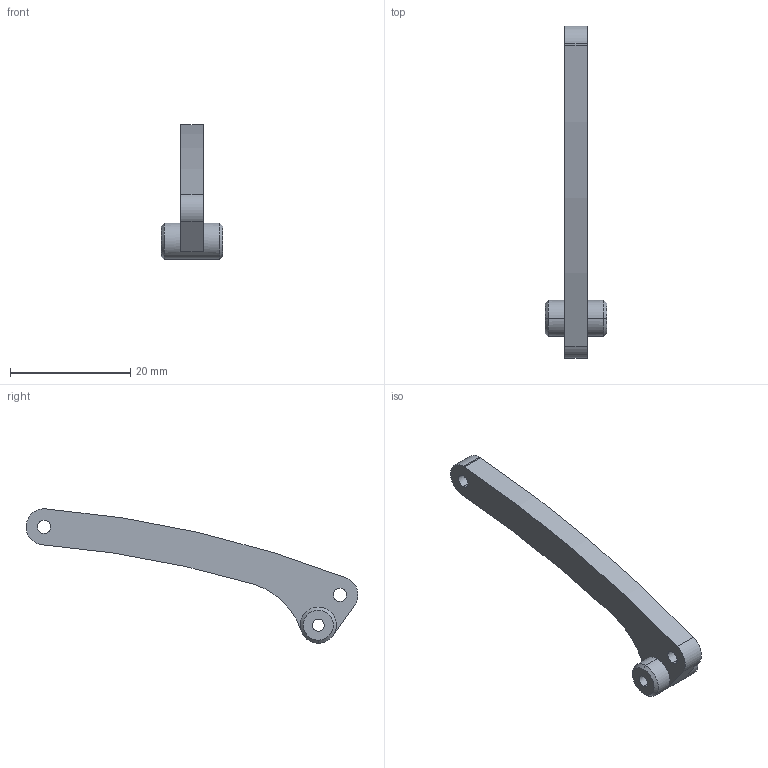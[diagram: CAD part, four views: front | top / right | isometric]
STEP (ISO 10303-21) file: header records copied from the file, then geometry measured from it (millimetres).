
FILE_DESCRIPTION (( 'STEP AP214' ), '1' );
FILE_NAME ('4.硌僇賦凳蟀諉裝.STEP', '2025-11-13T16:25:52', ( '' ), ( '' ), 'SwSTEP 2.0', 'SolidWorks 2025', '' );
FILE_SCHEMA (( 'AUTOMOTIVE_DESIGN' ));
Length unit declared in the file: millimetre
Products named in the file (1): 4.指段结构连接杆
Bounding box: 10.3 x 55.21 x 22.37 mm (x, y, z)
Volume: 1559.4 mm3; surface area: 1446 mm2
Topology: 1 solids, 1 shells, 23 faces, 59 edges, 38 vertices
Faces by surface type: cylinder 14, plane 5, cone 4
Entity records: 752 total; most frequent: DIRECTION 143, CARTESIAN_POINT 121, ORIENTED_EDGE 118, AXIS2_PLACEMENT_3D 60, EDGE_CURVE 59, VERTEX_POINT 38, CIRCLE 36, EDGE_LOOP 29
